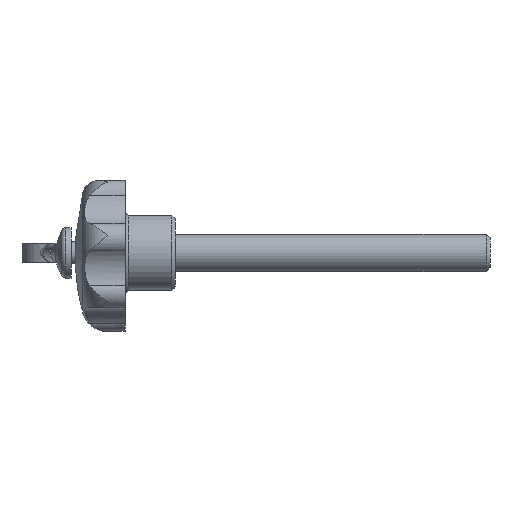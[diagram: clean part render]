
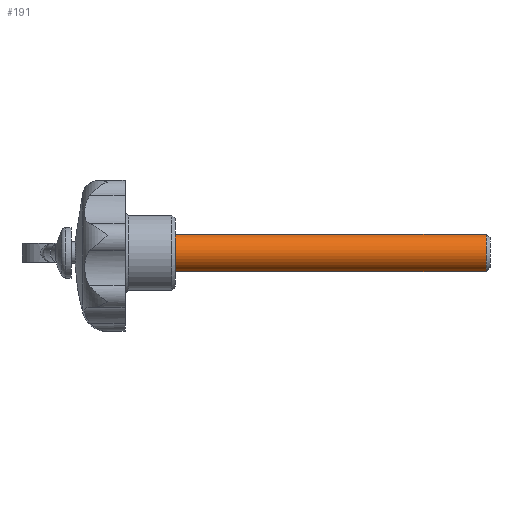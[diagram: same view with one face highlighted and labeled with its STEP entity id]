
A CAD part, left-side view. The second image highlights one B-rep face of the part: STEP entity #191.
In plain terms, the highlighted cylindrical face has radius 3 mm (diameter 6 mm), a full revolution.
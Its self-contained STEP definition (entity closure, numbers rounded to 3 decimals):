
#191 = ADVANCED_FACE( '', ( #396, #397 ), #398, .T. );
#396 = FACE_OUTER_BOUND( '', #594, .T. );
#397 = FACE_OUTER_BOUND( '', #595, .T. );
#398 = CYLINDRICAL_SURFACE( '', #596, 3. );
#594 = EDGE_LOOP( '', ( #1080 ) );
#595 = EDGE_LOOP( '', ( #1081 ) );
#596 = AXIS2_PLACEMENT_3D( '', #1082, #1083, #1084 );
#1080 = ORIENTED_EDGE( '', *, *, #1209, .F. );
#1081 = ORIENTED_EDGE( '', *, *, #1143, .T. );
#1082 = CARTESIAN_POINT( '', ( 0., -50., 0. ) );
#1083 = DIRECTION( '', ( 0., 1., 0. ) );
#1084 = DIRECTION( '', ( 0., 0., -1. ) );
#1143 = EDGE_CURVE( '', #1370, #1370, #1371, .T. );
#1209 = EDGE_CURVE( '', #1476, #1476, #1477, .T. );
#1370 = VERTEX_POINT( '', #1744 );
#1371 = CIRCLE( '', #1745, 3. );
#1476 = VERTEX_POINT( '', #2146 );
#1477 = CIRCLE( '', #2147, 3. );
#1744 = CARTESIAN_POINT( '', ( 0., 0., -3. ) );
#1745 = AXIS2_PLACEMENT_3D( '', #2353, #2354, #2355 );
#2146 = CARTESIAN_POINT( '', ( 0., -49.387, -3. ) );
#2147 = AXIS2_PLACEMENT_3D( '', #2421, #2422, #2423 );
#2353 = CARTESIAN_POINT( '', ( 0., 0., 0. ) );
#2354 = DIRECTION( '', ( 0., -1., 0. ) );
#2355 = DIRECTION( '', ( 0., 0., -1. ) );
#2421 = CARTESIAN_POINT( '', ( 0., -49.387, 0. ) );
#2422 = DIRECTION( '', ( 0., -1., 0. ) );
#2423 = DIRECTION( '', ( 0., 0., -1. ) );
